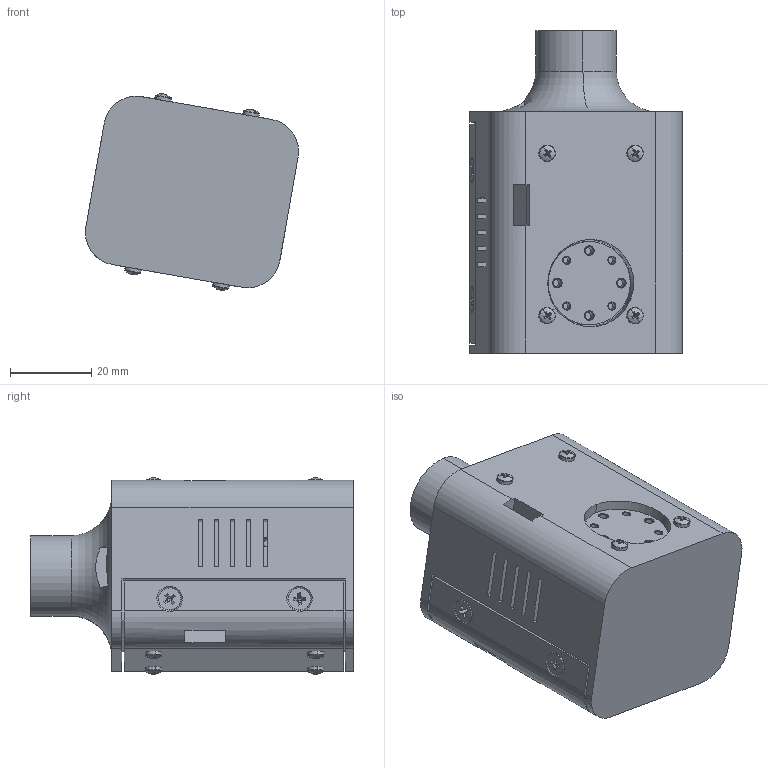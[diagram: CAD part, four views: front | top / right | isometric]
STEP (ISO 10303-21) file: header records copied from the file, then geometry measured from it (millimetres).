
FILE_DESCRIPTION (( 'STEP AP203' ), '1' );
FILE_NAME ('Link3.STEP', '2023-02-04T05:55:44', ( '' ), ( '' ), 'SwSTEP 2.0', 'SolidWorks 2022', '' );
FILE_SCHEMA (( 'CONFIG_CONTROL_DESIGN' ));
Length unit declared in the file: millimetre
Products named in the file (1): Link3
Bounding box: 52.5 x 79.5 x 48.41 mm (x, y, z)
Surface area: 45320.4 mm2 (no closed solid volume)
Topology: 0 solids, 30 shells, 1287 faces, 3293 edges, 2089 vertices
Faces by surface type: plane 560, cylinder 365, cone 298, torus 44, sphere 18, bspline 2
Entity records: 40180 total; most frequent: CARTESIAN_POINT 8494, DIRECTION 6882, ORIENTED_EDGE 6444, EDGE_CURVE 3269, AXIS2_PLACEMENT_3D 2729, VERTEX_POINT 2089, EDGE_LOOP 1459, CIRCLE 1443
